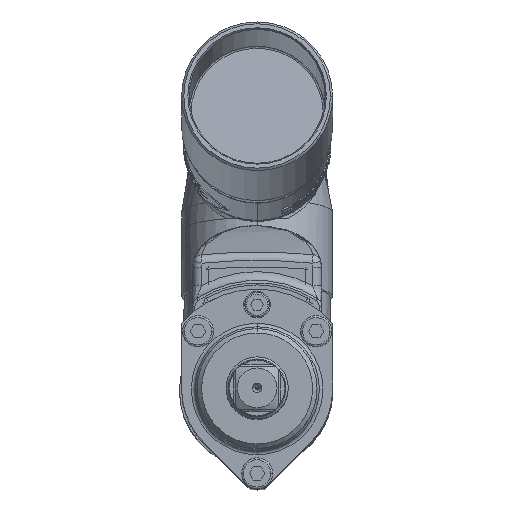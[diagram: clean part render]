
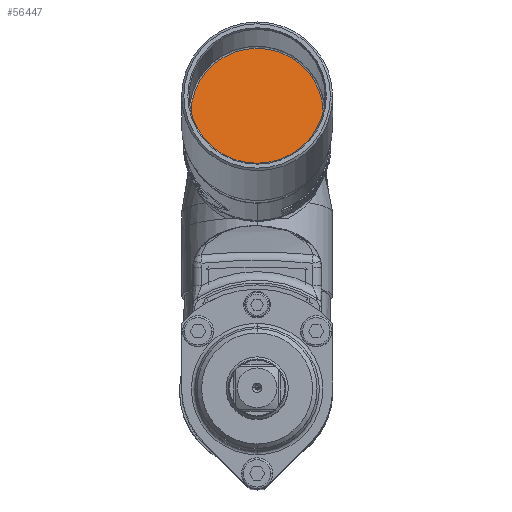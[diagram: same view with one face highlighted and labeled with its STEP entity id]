
A CAD part, top view. The second image highlights one B-rep face of the part: STEP entity #56447.
In plain terms, the highlighted planar face has unit normal (0, 0.174, 0.985).
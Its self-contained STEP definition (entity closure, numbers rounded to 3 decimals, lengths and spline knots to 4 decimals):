
#19649=CARTESIAN_POINT('',(0.,2.463,-6.2422));
#19650=DIRECTION('',(0.,0.174,0.985));
#19651=DIRECTION('',(-1.,0.,0.));
#19652=AXIS2_PLACEMENT_3D('',#19649,#19650,#19651);
#19654=CARTESIAN_POINT('',(0.,2.463,-6.2422));
#19655=DIRECTION('',(0.,0.174,0.985));
#19656=DIRECTION('',(1.,0.,0.));
#19657=AXIS2_PLACEMENT_3D('',#19654,#19655,#19656);
#25779=CARTESIAN_POINT('',(-0.5866,2.463,
-6.2422));
#25780=CARTESIAN_POINT('',(0.5866,2.463,
-6.2422));
#25781=VERTEX_POINT('',#25779);
#25782=VERTEX_POINT('',#25780);
#56438=CARTESIAN_POINT('',(0.,2.463,-6.2422));
#56439=DIRECTION('',(0.,-0.174,-0.985));
#56440=DIRECTION('',(-1.,0.,0.));
#56441=AXIS2_PLACEMENT_3D('',#56438,#56439,#56440);
#56442=PLANE('',#56441);
#56443=ORIENTED_EDGE('',*,*,#56418,.F.);
#56444=ORIENTED_EDGE('',*,*,#56432,.F.);
#56445=EDGE_LOOP('',(#56443,#56444));
#56446=FACE_OUTER_BOUND('',#56445,.F.);
#19653=CIRCLE('',#19652,0.5866);
#19658=CIRCLE('',#19657,0.5866);
#56418=EDGE_CURVE('',#25781,#25782,#19653,.T.);
#56432=EDGE_CURVE('',#25782,#25781,#19658,.T.);
#56447=ADVANCED_FACE('',(#56446),#56442,.F.);
